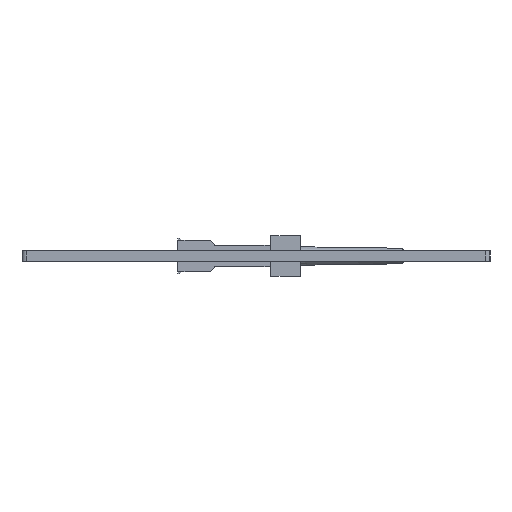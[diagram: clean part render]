
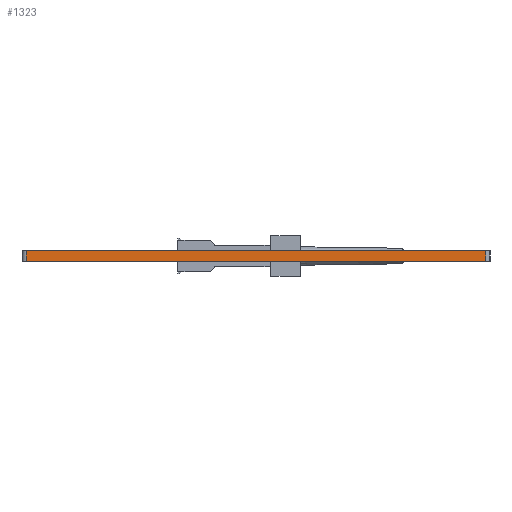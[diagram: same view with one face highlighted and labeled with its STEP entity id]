
A CAD part, left-side view. The second image highlights one B-rep face of the part: STEP entity #1323.
In plain terms, the highlighted planar face has unit normal (-1, 0, 0).
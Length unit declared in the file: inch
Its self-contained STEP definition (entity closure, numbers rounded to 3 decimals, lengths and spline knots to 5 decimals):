
#245 = CARTESIAN_POINT ( 'NONE',  ( -4.72441, 2.64567, -0.05118 ) ) ;
#291 = ORIENTED_EDGE ( 'NONE', *, *, #3922, .T. ) ;
#469 = PLANE ( 'NONE',  #2962 ) ;
#508 = ORIENTED_EDGE ( 'NONE', *, *, #659, .T. ) ;
#648 = CARTESIAN_POINT ( 'NONE',  ( -4.72441, 2.64567, 0.05118 ) ) ;
#659 = EDGE_CURVE ( 'NONE', #3944, #2245, #1226, .T. ) ;
#675 = EDGE_CURVE ( 'NONE', #1133, #2441, #909, .T. ) ;
#687 = DIRECTION ( 'NONE',  ( 0., -1., 0. ) ) ;
#731 = VECTOR ( 'NONE', #3425, 39.37008 ) ;
#773 = ORIENTED_EDGE ( 'NONE', *, *, #3638, .F. ) ;
#885 = DIRECTION ( 'NONE',  ( 0., 0., -1. ) ) ;
#906 = EDGE_LOOP ( 'NONE', ( #773, #3354, #291, #508 ) ) ;
#909 = LINE ( 'NONE', #245, #3437 ) ;
#1010 = CARTESIAN_POINT ( 'NONE',  ( -4.72441, 0., 0.05118 ) ) ;
#1133 = VERTEX_POINT ( 'NONE', #648 ) ;
#1226 = LINE ( 'NONE', #4207, #1999 ) ;
#1323 = ADVANCED_FACE ( 'NONE', ( #2097 ), #469, .T. ) ;
#1573 = CARTESIAN_POINT ( 'NONE',  ( -4.72441, -1.79134, -0.05118 ) ) ;
#1618 = LINE ( 'NONE', #1010, #1960 ) ;
#1771 = DIRECTION ( 'NONE',  ( -1., 0., 0. ) ) ;
#1791 = CARTESIAN_POINT ( 'NONE',  ( -4.72441, 2.68504, -0.05118 ) ) ;
#1916 = DIRECTION ( 'NONE',  ( 0., 0., 1. ) ) ;
#1960 = VECTOR ( 'NONE', #687, 39.37008 ) ;
#1999 = VECTOR ( 'NONE', #1916, 39.37008 ) ;
#2097 = FACE_OUTER_BOUND ( 'NONE', #906, .T. ) ;
#2158 = LINE ( 'NONE', #1791, #731 ) ;
#2245 = VERTEX_POINT ( 'NONE', #3688 ) ;
#2441 = VERTEX_POINT ( 'NONE', #2788 ) ;
#2788 = CARTESIAN_POINT ( 'NONE',  ( -4.72441, 2.64567, -0.05118 ) ) ;
#2962 = AXIS2_PLACEMENT_3D ( 'NONE', #3409, #1771, #4066 ) ;
#3354 = ORIENTED_EDGE ( 'NONE', *, *, #675, .T. ) ;
#3409 = CARTESIAN_POINT ( 'NONE',  ( -4.72441, 2.68504, -0.05118 ) ) ;
#3425 = DIRECTION ( 'NONE',  ( 0., -1., 0. ) ) ;
#3437 = VECTOR ( 'NONE', #885, 39.37008 ) ;
#3638 = EDGE_CURVE ( 'NONE', #1133, #2245, #1618, .T. ) ;
#3688 = CARTESIAN_POINT ( 'NONE',  ( -4.72441, -1.79134, 0.05118 ) ) ;
#3922 = EDGE_CURVE ( 'NONE', #2441, #3944, #2158, .T. ) ;
#3944 = VERTEX_POINT ( 'NONE', #1573 ) ;
#4066 = DIRECTION ( 'NONE',  ( 0., 0., 1. ) ) ;
#4207 = CARTESIAN_POINT ( 'NONE',  ( -4.72441, -1.79134, -0.05118 ) ) ;
